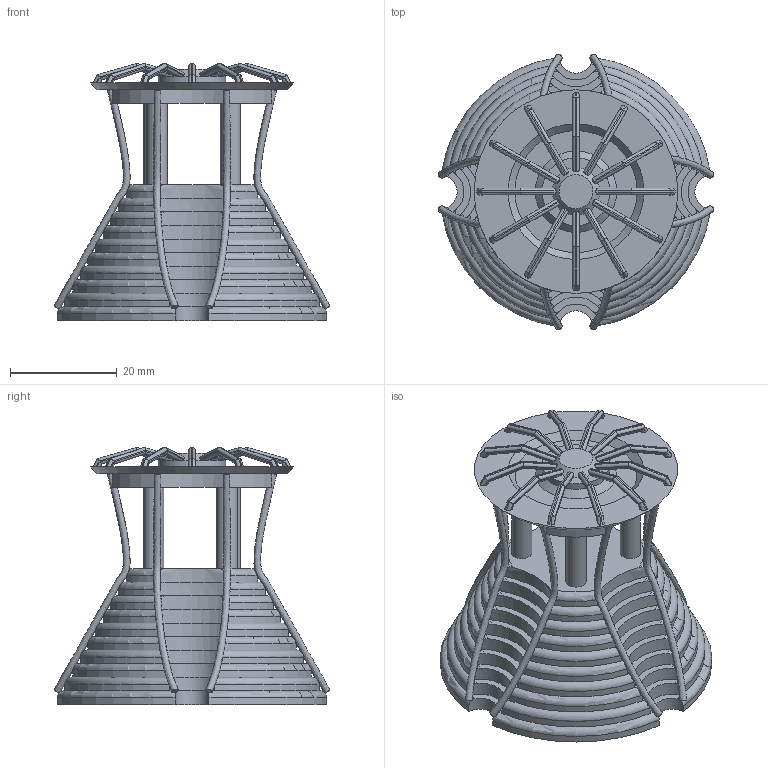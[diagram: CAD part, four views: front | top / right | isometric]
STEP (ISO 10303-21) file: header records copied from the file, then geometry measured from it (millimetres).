
FILE_DESCRIPTION(/* description */ ('STEP AP242','CAx-IF Rec.Pracs.---Representation and Presentation of Product Manufacturing Information (PMI)---4.0---2014-10-13','CAx-IF Rec.Pracs.---3D Tessellated Geometry---0.4---2014-09-14','2;1'),/* implementation_level */ '2;1');
FILE_NAME(/* name */ '665fdd85db745d72a636332d',/* time_stamp */ '2024-06-05T03:37:42Z',/* author */ (''),/* organization */ (''),/* preprocessor_version */ 'ST-DEVELOPER v20',/* originating_system */ ' ',/* authorisation */ ' ');
FILE_SCHEMA (('AP242_MANAGED_MODEL_BASED_3D_ENGINEERING_MIM_LF { 1 0 10303 442 1 1 4 }'));
Length unit declared in the file: metre
Products named in the file (1): Part 1
Bounding box: 51.53 x 51.53 x 48.09 mm (x, y, z)
Volume: 33699.7 mm3; surface area: 12021.8 mm2
Topology: 1 solids, 1 shells, 445 faces, 1658 edges, 1049 vertices
Faces by surface type: cylinder 237, plane 156, torus 40, bspline 8, cone 4
Full cylindrical faces by diameter (mm): 3.81 x4, 12.7 x1
Entity records: 21440 total; most frequent: CARTESIAN_POINT 6054, ORIENTED_EDGE 2816, DIRECTION 2328, EDGE_CURVE 1408, AXIS2_PLACEMENT_3D 922, VERTEX_POINT 888, EDGE_LOOP 558, FACE_BOUND 558
